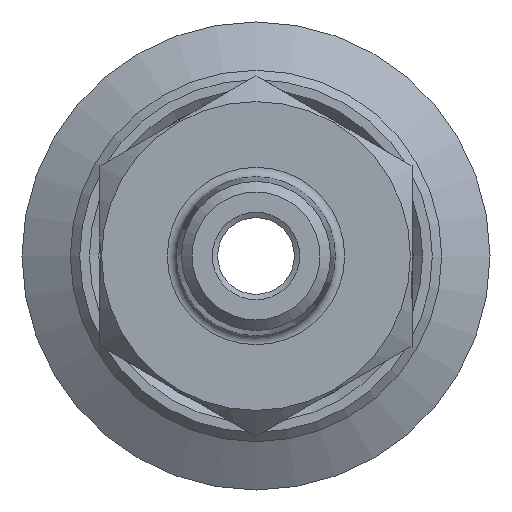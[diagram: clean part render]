
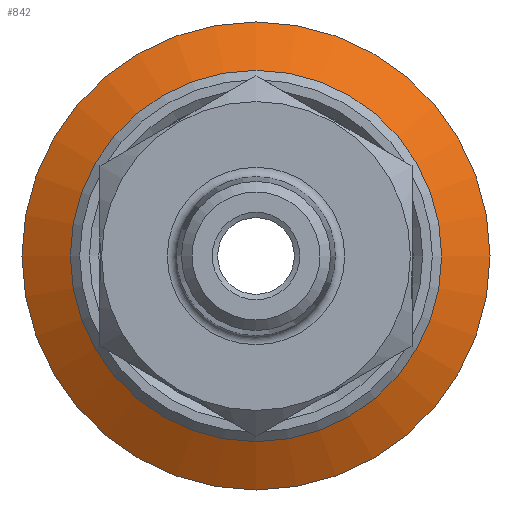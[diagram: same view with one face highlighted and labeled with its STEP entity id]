
A CAD part, left-side view. The second image highlights one B-rep face of the part: STEP entity #842.
In plain terms, the highlighted conical face has half-angle 60 degrees and reference radius 17.081 mm.
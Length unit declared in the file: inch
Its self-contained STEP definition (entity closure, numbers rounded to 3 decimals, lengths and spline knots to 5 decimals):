
#81=CIRCLE($,#958,0.595);
#82=CIRCLE($,#960,0.75);
#112=CONICAL_SURFACE($,#959,0.6725,60.);
#182=FACE_BOUND($,#377,.T.);
#256=FACE_OUTER_BOUND($,#376,.T.);
#376=EDGE_LOOP($,(#728));
#377=EDGE_LOOP($,(#729));
#497=VERTEX_POINT($,#1712);
#498=VERTEX_POINT($,#1715);
#579=EDGE_CURVE($,#497,#497,#81,.T.);
#580=EDGE_CURVE($,#498,#498,#82,.T.);
#728=ORIENTED_EDGE($,*,*,#580,.F.);
#729=ORIENTED_EDGE($,*,*,#579,.T.);
#842=ADVANCED_FACE($,(#256,#182),#112,.T.);
#958=AXIS2_PLACEMENT_3D($,#1713,#1188,#1189);
#959=AXIS2_PLACEMENT_3D($,#1714,#1190,#1191);
#960=AXIS2_PLACEMENT_3D($,#1716,#1192,#1193);
#1188=DIRECTION('center_axis',(1.,0.,0.));
#1189=DIRECTION('ref_axis',(0.,1.,0.));
#1190=DIRECTION('center_axis',(1.,0.,0.));
#1191=DIRECTION('ref_axis',(0.,1.,0.));
#1192=DIRECTION('center_axis',(1.,0.,0.));
#1193=DIRECTION('ref_axis',(0.,1.,0.));
#1712=CARTESIAN_POINT('',(2.77711,0.595,0.));
#1713=CARTESIAN_POINT('Origin',(2.77711,0.,0.));
#1714=CARTESIAN_POINT('Origin',(2.82186,0.,0.));
#1715=CARTESIAN_POINT('',(2.8666,0.75,0.));
#1716=CARTESIAN_POINT('Origin',(2.8666,0.,0.));
